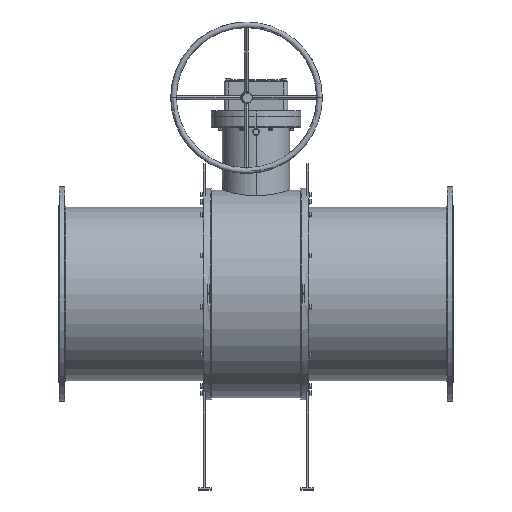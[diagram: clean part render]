
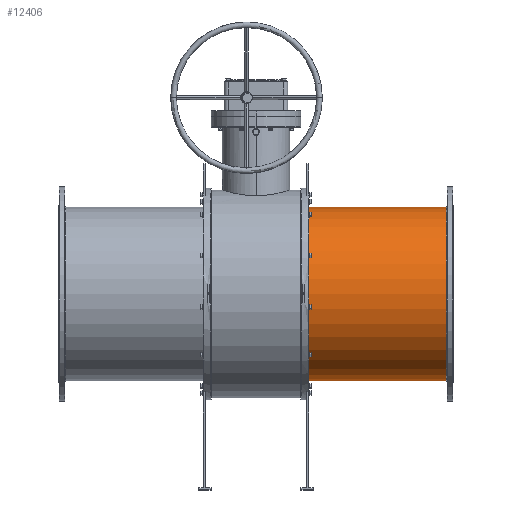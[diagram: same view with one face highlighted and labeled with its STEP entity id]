
A CAD part, top view. The second image highlights one B-rep face of the part: STEP entity #12406.
In plain terms, the highlighted cylindrical face has radius 458 mm (diameter 916 mm), a partial arc.
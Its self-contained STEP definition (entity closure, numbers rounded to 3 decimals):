
#397 = VERTEX_POINT ( 'NONE', #18703 ) ;
#405 = ORIENTED_EDGE ( 'NONE', *, *, #3241, .T. ) ;
#812 = DIRECTION ( 'NONE',  ( -1., 0., 0. ) ) ;
#954 = CARTESIAN_POINT ( 'NONE',  ( -1041.5, 458., 0. ) ) ;
#1124 = CARTESIAN_POINT ( 'NONE',  ( -1041.5, 0., 0. ) ) ;
#1531 = VECTOR ( 'NONE', #21640, 1000. ) ;
#1613 = EDGE_CURVE ( 'NONE', #15557, #16960, #9324, .T. ) ;
#2208 = AXIS2_PLACEMENT_3D ( 'NONE', #4201, #22988, #23127 ) ;
#3241 = EDGE_CURVE ( 'NONE', #397, #15557, #20415, .T. ) ;
#3261 = VECTOR ( 'NONE', #812, 1000. ) ;
#4201 = CARTESIAN_POINT ( 'NONE',  ( 277.5, 0., 0. ) ) ;
#4481 = ORIENTED_EDGE ( 'NONE', *, *, #13264, .T. ) ;
#4578 = ORIENTED_EDGE ( 'NONE', *, *, #11900, .F. ) ;
#6408 = AXIS2_PLACEMENT_3D ( 'NONE', #27025, #7970, #13679 ) ;
#7084 = VERTEX_POINT ( 'NONE', #15437 ) ;
#7970 = DIRECTION ( 'NONE',  ( -1., 0., 0. ) ) ;
#8025 = ORIENTED_EDGE ( 'NONE', *, *, #1613, .T. ) ;
#9324 = CIRCLE ( 'NONE', #2208, 458. ) ;
#9610 = DIRECTION ( 'NONE',  ( -1., 0., 0. ) ) ;
#9962 = CIRCLE ( 'NONE', #6408, 458. ) ;
#11688 = FACE_OUTER_BOUND ( 'NONE', #13627, .T. ) ;
#11900 = EDGE_CURVE ( 'NONE', #7084, #16960, #15235, .T. ) ;
#12406 = ADVANCED_FACE ( 'NONE', ( #11688 ), #20178, .T. ) ;
#12886 = CARTESIAN_POINT ( 'NONE',  ( 277.5, 458., 0. ) ) ;
#13264 = EDGE_CURVE ( 'NONE', #7084, #397, #9962, .T. ) ;
#13627 = EDGE_LOOP ( 'NONE', ( #4481, #405, #8025, #4578 ) ) ;
#13679 = DIRECTION ( 'NONE',  ( 0., 1., 0. ) ) ;
#15235 = LINE ( 'NONE', #23743, #1531 ) ;
#15437 = CARTESIAN_POINT ( 'NONE',  ( 1004.5, -458., 0. ) ) ;
#15557 = VERTEX_POINT ( 'NONE', #12886 ) ;
#16960 = VERTEX_POINT ( 'NONE', #18682 ) ;
#18682 = CARTESIAN_POINT ( 'NONE',  ( 277.5, -458., 0. ) ) ;
#18703 = CARTESIAN_POINT ( 'NONE',  ( 1004.5, 458., 0. ) ) ;
#20178 = CYLINDRICAL_SURFACE ( 'NONE', #21990, 458. ) ;
#20415 = LINE ( 'NONE', #954, #3261 ) ;
#20581 = DIRECTION ( 'NONE',  ( 0., -1., 0. ) ) ;
#21640 = DIRECTION ( 'NONE',  ( -1., 0., 0. ) ) ;
#21990 = AXIS2_PLACEMENT_3D ( 'NONE', #1124, #9610, #20581 ) ;
#22988 = DIRECTION ( 'NONE',  ( 1., 0., 0. ) ) ;
#23127 = DIRECTION ( 'NONE',  ( 0., 0., -1. ) ) ;
#23743 = CARTESIAN_POINT ( 'NONE',  ( -1041.5, -458., 0. ) ) ;
#27025 = CARTESIAN_POINT ( 'NONE',  ( 1004.5, 0., 0. ) ) ;
